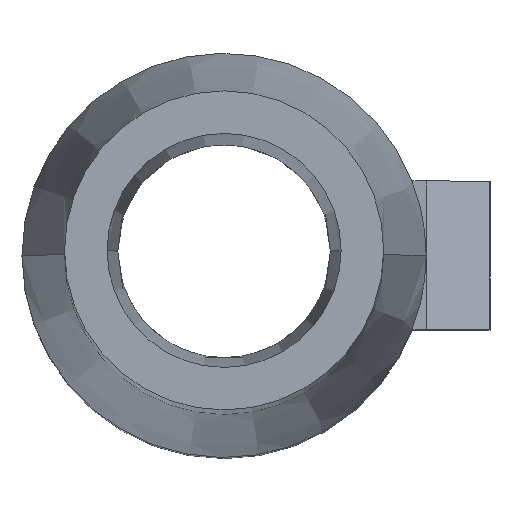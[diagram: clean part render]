
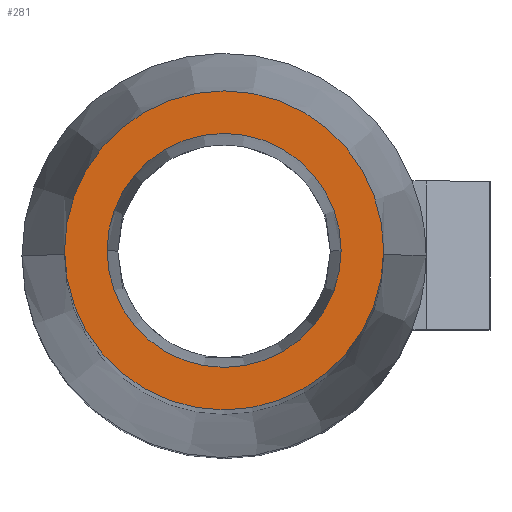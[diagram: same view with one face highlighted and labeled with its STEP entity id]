
A CAD part, top view. The second image highlights one B-rep face of the part: STEP entity #281.
In plain terms, the highlighted planar face has unit normal (0, 0, 1).
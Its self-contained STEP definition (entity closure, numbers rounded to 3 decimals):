
#4 = AXIS2_PLACEMENT_3D ( 'NONE', #389, #374, #313 ) ;
#9 = DIRECTION ( 'NONE',  ( -1., 0., 0. ) ) ;
#20 = CARTESIAN_POINT ( 'NONE',  ( 0., 0., 165. ) ) ;
#23 = CIRCLE ( 'NONE', #495, 5.5 ) ;
#32 = CARTESIAN_POINT ( 'NONE',  ( 0., 0., 165. ) ) ;
#34 = ORIENTED_EDGE ( 'NONE', *, *, #446, .T. ) ;
#48 = VERTEX_POINT ( 'NONE', #274 ) ;
#71 = EDGE_CURVE ( 'NONE', #508, #115, #552, .T. ) ;
#79 = CIRCLE ( 'NONE', #4, 7.5 ) ;
#111 = DIRECTION ( 'NONE',  ( 0., 0., -1. ) ) ;
#113 = AXIS2_PLACEMENT_3D ( 'NONE', #20, #427, #314 ) ;
#115 = VERTEX_POINT ( 'NONE', #181 ) ;
#155 = CARTESIAN_POINT ( 'NONE',  ( 0., 0., 165. ) ) ;
#156 = AXIS2_PLACEMENT_3D ( 'NONE', #32, #111, #9 ) ;
#171 = FACE_OUTER_BOUND ( 'NONE', #330, .T. ) ;
#181 = CARTESIAN_POINT ( 'NONE',  ( -7.5, 0., 165. ) ) ;
#247 = EDGE_CURVE ( 'NONE', #640, #48, #400, .T. ) ;
#274 = CARTESIAN_POINT ( 'NONE',  ( 5.5, 0., 165. ) ) ;
#281 = ADVANCED_FACE ( 'NONE', ( #171, #282 ), #659, .F. ) ;
#282 = FACE_BOUND ( 'NONE', #299, .T. ) ;
#298 = DIRECTION ( 'NONE',  ( -1., 0., 0. ) ) ;
#299 = EDGE_LOOP ( 'NONE', ( #34, #605 ) ) ;
#313 = DIRECTION ( 'NONE',  ( -1., 0., 0. ) ) ;
#314 = DIRECTION ( 'NONE',  ( -1., 0., 0. ) ) ;
#330 = EDGE_LOOP ( 'NONE', ( #579, #415 ) ) ;
#369 = DIRECTION ( 'NONE',  ( 0., 0., -1. ) ) ;
#374 = DIRECTION ( 'NONE',  ( 0., 0., -1. ) ) ;
#389 = CARTESIAN_POINT ( 'NONE',  ( 0., 0., 165. ) ) ;
#395 = DIRECTION ( 'NONE',  ( -1., 0., 0. ) ) ;
#400 = CIRCLE ( 'NONE', #629, 5.5 ) ;
#406 = DIRECTION ( 'NONE',  ( 0., 0., -1. ) ) ;
#415 = ORIENTED_EDGE ( 'NONE', *, *, #71, .F. ) ;
#427 = DIRECTION ( 'NONE',  ( 0., 0., -1. ) ) ;
#446 = EDGE_CURVE ( 'NONE', #48, #640, #23, .T. ) ;
#495 = AXIS2_PLACEMENT_3D ( 'NONE', #502, #369, #395 ) ;
#500 = CARTESIAN_POINT ( 'NONE',  ( 7.5, 0., 165. ) ) ;
#502 = CARTESIAN_POINT ( 'NONE',  ( 0., 0., 165. ) ) ;
#508 = VERTEX_POINT ( 'NONE', #500 ) ;
#511 = EDGE_CURVE ( 'NONE', #115, #508, #79, .T. ) ;
#552 = CIRCLE ( 'NONE', #156, 7.5 ) ;
#579 = ORIENTED_EDGE ( 'NONE', *, *, #511, .F. ) ;
#605 = ORIENTED_EDGE ( 'NONE', *, *, #247, .T. ) ;
#629 = AXIS2_PLACEMENT_3D ( 'NONE', #155, #406, #298 ) ;
#640 = VERTEX_POINT ( 'NONE', #655 ) ;
#655 = CARTESIAN_POINT ( 'NONE',  ( -5.5, 0., 165. ) ) ;
#659 = PLANE ( 'NONE',  #113 ) ;
